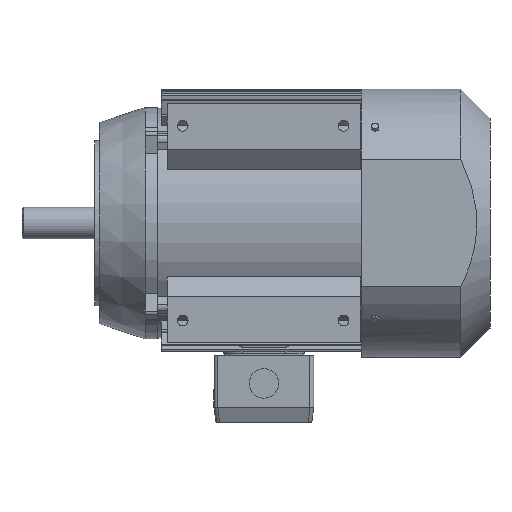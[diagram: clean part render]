
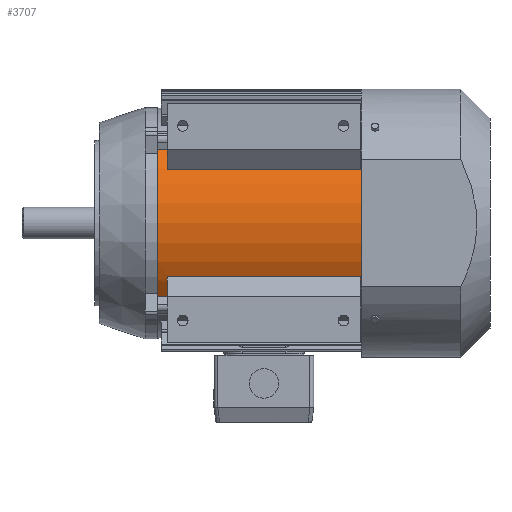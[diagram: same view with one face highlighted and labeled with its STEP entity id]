
A CAD part, front view. The second image highlights one B-rep face of the part: STEP entity #3707.
In plain terms, the highlighted cylindrical face has radius 150 mm (diameter 300 mm), a partial arc.
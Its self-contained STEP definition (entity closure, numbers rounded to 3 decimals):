
#188 = VERTEX_POINT ( 'NONE', #19822 ) ;
#462 = EDGE_CURVE ( 'NONE', #1560, #188, #20017, .T. ) ;
#928 = ORIENTED_EDGE ( 'NONE', *, *, #462, .T. ) ;
#1053 = FACE_BOUND ( 'NONE', #3393, .T. ) ;
#1054 = FACE_BOUND ( 'NONE', #9033, .T. ) ;
#1055 = FACE_OUTER_BOUND ( 'NONE', #14889, .T. ) ;
#1056 = CYLINDRICAL_SURFACE ( 'NONE', #1060, 150. ) ;
#1060 = AXIS2_PLACEMENT_3D ( 'NONE', #1061, #1062, #1063 ) ;
#1061 = CARTESIAN_POINT ( 'NONE',  ( 276., 0., 0. ) ) ;
#1062 = DIRECTION ( 'NONE',  ( -1., 0., 0. ) ) ;
#1063 = DIRECTION ( 'NONE',  ( 0., 0., 1. ) ) ;
#1560 = VERTEX_POINT ( 'NONE', #21012 ) ;
#18059 = CARTESIAN_POINT ( 'NONE',  ( 265., -128.448, -77.466 ) ) ;
#1834 = VERTEX_POINT ( 'NONE', #21249 ) ;
#1934 = CARTESIAN_POINT ( 'NONE',  ( 265., -128.448, 77.466 ) ) ;
#18326 = CIRCLE ( 'NONE', #18327, 150. ) ;
#18327 = AXIS2_PLACEMENT_3D ( 'NONE', #18328, #18329, #18330 ) ;
#18328 = CARTESIAN_POINT ( 'NONE',  ( 265., 0., 0. ) ) ;
#18329 = DIRECTION ( 'NONE',  ( -1., 0., 0. ) ) ;
#18330 = DIRECTION ( 'NONE',  ( 0., 0., -1. ) ) ;
#2111 = EDGE_CURVE ( 'NONE', #1834, #1560, #21559, .T. ) ;
#2122 = LINE ( 'NONE', #2123, #2124 ) ;
#2123 = CARTESIAN_POINT ( 'NONE',  ( 13., -128.448, 77.466 ) ) ;
#2124 = VECTOR ( 'NONE', #2125, 1000. ) ;
#2125 = DIRECTION ( 'NONE',  ( 1., 0., 0. ) ) ;
#2581 = ORIENTED_EDGE ( 'NONE', *, *, #2111, .T. ) ;
#3393 = EDGE_LOOP ( 'NONE', ( #2581, #928, #21344, #9772 ) ) ;
#19822 = CARTESIAN_POINT ( 'NONE',  ( 265., -132.65, -70.028 ) ) ;
#3550 = CARTESIAN_POINT ( 'NONE',  ( 13., -128.448, 77.466 ) ) ;
#20017 = LINE ( 'NONE', #20018, #20019 ) ;
#20018 = CARTESIAN_POINT ( 'NONE',  ( 13., -132.65, -70.028 ) ) ;
#20019 = VECTOR ( 'NONE', #20020, 1000. ) ;
#20020 = DIRECTION ( 'NONE',  ( 1., 0., 0. ) ) ;
#3707 = ADVANCED_FACE ( 'NONE', ( #1053, #1054, #1055 ), #1056, .T. ) ;
#3756 = CIRCLE ( 'NONE', #3757, 150. ) ;
#3757 = AXIS2_PLACEMENT_3D ( 'NONE', #3758, #3759, #3760 ) ;
#3758 = CARTESIAN_POINT ( 'NONE',  ( 13., 0., 0. ) ) ;
#3759 = DIRECTION ( 'NONE',  ( -1., 0., 0. ) ) ;
#3760 = DIRECTION ( 'NONE',  ( 0., 0., 1. ) ) ;
#20611 = VERTEX_POINT ( 'NONE', #18059 ) ;
#20887 = EDGE_CURVE ( 'NONE', #20611, #188, #18326, .T. ) ;
#4570 = CARTESIAN_POINT ( 'NONE',  ( 265., -132.65, 70.028 ) ) ;
#21012 = CARTESIAN_POINT ( 'NONE',  ( 13., -132.65, -70.028 ) ) ;
#4687 = VERTEX_POINT ( 'NONE', #1934 ) ;
#4759 = CARTESIAN_POINT ( 'NONE',  ( 13., -132.65, 70.028 ) ) ;
#21249 = CARTESIAN_POINT ( 'NONE',  ( 13., -128.448, -77.466 ) ) ;
#21344 = ORIENTED_EDGE ( 'NONE', *, *, #20887, .F. ) ;
#4967 = EDGE_CURVE ( 'NONE', #6048, #4687, #2122, .T. ) ;
#5003 = LINE ( 'NONE', #5004, #5005 ) ;
#5004 = CARTESIAN_POINT ( 'NONE',  ( 13., -132.65, 70.028 ) ) ;
#5005 = VECTOR ( 'NONE', #5006, 1000. ) ;
#5006 = DIRECTION ( 'NONE',  ( 1., 0., 0. ) ) ;
#5165 = CARTESIAN_POINT ( 'NONE',  ( 266., -115.168, -96.106 ) ) ;
#21559 = CIRCLE ( 'NONE', #21560, 150. ) ;
#21560 = AXIS2_PLACEMENT_3D ( 'NONE', #21561, #21562, #21563 ) ;
#21561 = CARTESIAN_POINT ( 'NONE',  ( 13., 0., 0. ) ) ;
#21562 = DIRECTION ( 'NONE',  ( -1., 0., 0. ) ) ;
#21563 = DIRECTION ( 'NONE',  ( 0., 0., -1. ) ) ;
#5328 = CIRCLE ( 'NONE', #5329, 150. ) ;
#5329 = AXIS2_PLACEMENT_3D ( 'NONE', #5330, #5331, #5332 ) ;
#5330 = CARTESIAN_POINT ( 'NONE',  ( 266., 0., 0. ) ) ;
#5331 = DIRECTION ( 'NONE',  ( 1., 0., 0. ) ) ;
#5332 = DIRECTION ( 'NONE',  ( 0., 0., -1. ) ) ;
#5408 = ORIENTED_EDGE ( 'NONE', *, *, #4967, .T. ) ;
#6048 = VERTEX_POINT ( 'NONE', #3550 ) ;
#6236 = LINE ( 'NONE', #6237, #6238 ) ;
#6237 = CARTESIAN_POINT ( 'NONE',  ( 13., -128.448, -77.466 ) ) ;
#6238 = VECTOR ( 'NONE', #6239, 1000. ) ;
#6239 = DIRECTION ( 'NONE',  ( 1., 0., 0. ) ) ;
#6323 = EDGE_CURVE ( 'NONE', #7676, #6048, #3756, .T. ) ;
#6766 = ORIENTED_EDGE ( 'NONE', *, *, #6323, .T. ) ;
#7019 = CARTESIAN_POINT ( 'NONE',  ( 266., -115.168, 96.106 ) ) ;
#7406 = VERTEX_POINT ( 'NONE', #4570 ) ;
#7676 = VERTEX_POINT ( 'NONE', #4759 ) ;
#7757 = LINE ( 'NONE', #7758, #7759 ) ;
#7758 = CARTESIAN_POINT ( 'NONE',  ( 276., -115.168, -96.106 ) ) ;
#7759 = VECTOR ( 'NONE', #7760, 1000. ) ;
#7760 = DIRECTION ( 'NONE',  ( -1., 0., 0. ) ) ;
#7955 = EDGE_CURVE ( 'NONE', #7676, #7406, #5003, .T. ) ;
#8106 = VERTEX_POINT ( 'NONE', #5165 ) ;
#8381 = EDGE_CURVE ( 'NONE', #9663, #8106, #5328, .T. ) ;
#8404 = ORIENTED_EDGE ( 'NONE', *, *, #7955, .F. ) ;
#8860 = CARTESIAN_POINT ( 'NONE',  ( 0., -115.168, -96.106 ) ) ;
#9033 = EDGE_LOOP ( 'NONE', ( #8404, #6766, #5408, #15575 ) ) ;
#9067 = CIRCLE ( 'NONE', #9068, 150. ) ;
#9068 = AXIS2_PLACEMENT_3D ( 'NONE', #9069, #9070, #9071 ) ;
#9069 = CARTESIAN_POINT ( 'NONE',  ( 0., 0., 0. ) ) ;
#9070 = DIRECTION ( 'NONE',  ( 1., 0., 0. ) ) ;
#9071 = DIRECTION ( 'NONE',  ( 0., 0., -1. ) ) ;
#9329 = EDGE_CURVE ( 'NONE', #1834, #20611, #6236, .T. ) ;
#9663 = VERTEX_POINT ( 'NONE', #7019 ) ;
#9772 = ORIENTED_EDGE ( 'NONE', *, *, #9329, .F. ) ;
#9898 = CARTESIAN_POINT ( 'NONE',  ( 0., -115.168, 96.106 ) ) ;
#10129 = LINE ( 'NONE', #10130, #10131 ) ;
#10130 = CARTESIAN_POINT ( 'NONE',  ( 276., -115.168, 96.106 ) ) ;
#10131 = VECTOR ( 'NONE', #10132, 1000. ) ;
#10132 = DIRECTION ( 'NONE',  ( -1., 0., 0. ) ) ;
#10229 = ORIENTED_EDGE ( 'NONE', *, *, #8381, .F. ) ;
#10860 = EDGE_CURVE ( 'NONE', #8106, #12158, #7757, .T. ) ;
#11189 = CIRCLE ( 'NONE', #11190, 150. ) ;
#11190 = AXIS2_PLACEMENT_3D ( 'NONE', #11191, #11192, #11193 ) ;
#11191 = CARTESIAN_POINT ( 'NONE',  ( 265., 0., 0. ) ) ;
#11192 = DIRECTION ( 'NONE',  ( -1., 0., 0. ) ) ;
#11193 = DIRECTION ( 'NONE',  ( 0., 0., 1. ) ) ;
#11322 = ORIENTED_EDGE ( 'NONE', *, *, #10860, .F. ) ;
#12158 = VERTEX_POINT ( 'NONE', #8860 ) ;
#12426 = EDGE_CURVE ( 'NONE', #13525, #12158, #9067, .T. ) ;
#12893 = ORIENTED_EDGE ( 'NONE', *, *, #12426, .T. ) ;
#13525 = VERTEX_POINT ( 'NONE', #9898 ) ;
#13793 = EDGE_CURVE ( 'NONE', #9663, #13525, #10129, .T. ) ;
#14258 = ORIENTED_EDGE ( 'NONE', *, *, #13793, .T. ) ;
#14889 = EDGE_LOOP ( 'NONE', ( #14258, #12893, #11322, #10229 ) ) ;
#15184 = EDGE_CURVE ( 'NONE', #7406, #4687, #11189, .T. ) ;
#15575 = ORIENTED_EDGE ( 'NONE', *, *, #15184, .F. ) ;
